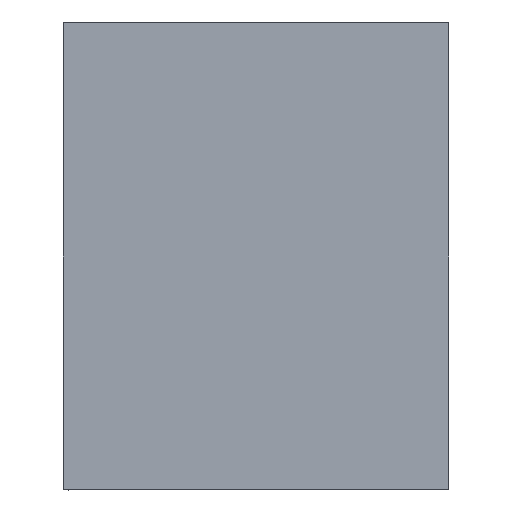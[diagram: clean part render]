
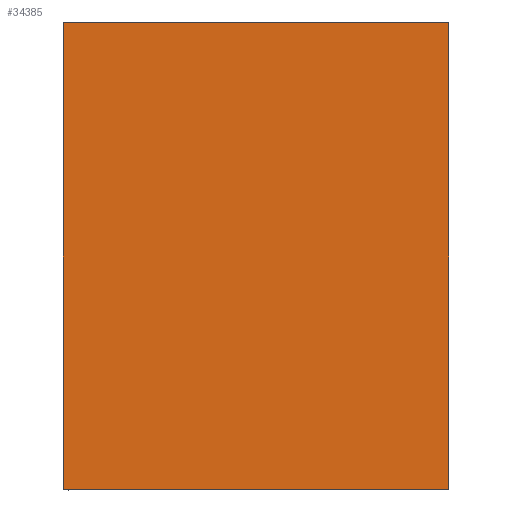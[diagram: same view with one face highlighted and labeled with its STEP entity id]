
A CAD part, left-side view. The second image highlights one B-rep face of the part: STEP entity #34385.
In plain terms, the highlighted face is planar.
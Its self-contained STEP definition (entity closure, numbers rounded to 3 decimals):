
#1512 = CARTESIAN_POINT ( 'NONE',  ( 155., -70., 84.7 ) ) ;
#1753 = EDGE_CURVE ( 'NONE', #24335, #3841, #5063, .T. ) ;
#1898 = ORIENTED_EDGE ( 'NONE', *, *, #9688, .T. ) ;
#2743 = CARTESIAN_POINT ( 'NONE',  ( 155., 77.35, -77.35 ) ) ;
#2788 = VECTOR ( 'NONE', #8341, 1000. ) ;
#2990 = VECTOR ( 'NONE', #7334, 1000. ) ;
#3769 = VECTOR ( 'NONE', #29077, 1000. ) ;
#3841 = VERTEX_POINT ( 'NONE', #28096 ) ;
#3858 = DIRECTION ( 'NONE',  ( 0., -0.707, -0.707 ) ) ;
#4721 = EDGE_LOOP ( 'NONE', ( #34324, #12202, #6232, #42629, #35022, #41179, #13151, #1898 ) ) ;
#5063 = LINE ( 'NONE', #25362, #5420 ) ;
#5275 = AXIS2_PLACEMENT_3D ( 'NONE', #10354, #40170, #10569 ) ;
#5283 = DIRECTION ( 'NONE',  ( 0., -0.707, 0.707 ) ) ;
#5420 = VECTOR ( 'NONE', #5283, 1000. ) ;
#6232 = ORIENTED_EDGE ( 'NONE', *, *, #22381, .T. ) ;
#7094 = VERTEX_POINT ( 'NONE', #1512 ) ;
#7250 = EDGE_CURVE ( 'NONE', #35536, #7094, #14225, .T. ) ;
#7334 = DIRECTION ( 'NONE',  ( 0., -1., 0. ) ) ;
#7601 = CARTESIAN_POINT ( 'NONE',  ( 155., -69.7, -85. ) ) ;
#8189 = EDGE_CURVE ( 'NONE', #27295, #38140, #22853, .T. ) ;
#8341 = DIRECTION ( 'NONE',  ( 0., 0., 1. ) ) ;
#8654 = VERTEX_POINT ( 'NONE', #37248 ) ;
#9453 = CARTESIAN_POINT ( 'NONE',  ( 155., 70., 84.7 ) ) ;
#9688 = EDGE_CURVE ( 'NONE', #8654, #36222, #9774, .T. ) ;
#9774 = LINE ( 'NONE', #25557, #20812 ) ;
#10208 = EDGE_CURVE ( 'NONE', #3841, #35536, #24403, .T. ) ;
#10321 = CARTESIAN_POINT ( 'NONE',  ( 155., 70., -84.7 ) ) ;
#10354 = CARTESIAN_POINT ( 'NONE',  ( 155., 0., 0. ) ) ;
#10569 = DIRECTION ( 'NONE',  ( 0., 0., -1. ) ) ;
#11154 = LINE ( 'NONE', #35135, #2788 ) ;
#12202 = ORIENTED_EDGE ( 'NONE', *, *, #8189, .T. ) ;
#12204 = VECTOR ( 'NONE', #3858, 1000. ) ;
#12456 = CARTESIAN_POINT ( 'NONE',  ( 155., -70., -85. ) ) ;
#12821 = EDGE_CURVE ( 'NONE', #7094, #8654, #30043, .T. ) ;
#13117 = DIRECTION ( 'NONE',  ( 0., 0.707, 0.707 ) ) ;
#13151 = ORIENTED_EDGE ( 'NONE', *, *, #12821, .T. ) ;
#13195 = VECTOR ( 'NONE', #13117, 1000. ) ;
#14225 = LINE ( 'NONE', #30862, #12204 ) ;
#15166 = CARTESIAN_POINT ( 'NONE',  ( 155., 69.7, -85. ) ) ;
#19900 = CARTESIAN_POINT ( 'NONE',  ( 155., -70., 85. ) ) ;
#20304 = FACE_OUTER_BOUND ( 'NONE', #4721, .T. ) ;
#20812 = VECTOR ( 'NONE', #22755, 1000. ) ;
#22381 = EDGE_CURVE ( 'NONE', #38140, #24335, #11154, .T. ) ;
#22755 = DIRECTION ( 'NONE',  ( 0., 0.707, -0.707 ) ) ;
#22853 = LINE ( 'NONE', #2743, #13195 ) ;
#24335 = VERTEX_POINT ( 'NONE', #9453 ) ;
#24403 = LINE ( 'NONE', #26993, #2990 ) ;
#25362 = CARTESIAN_POINT ( 'NONE',  ( 155., 77.35, 77.35 ) ) ;
#25557 = CARTESIAN_POINT ( 'NONE',  ( 155., -77.35, -77.35 ) ) ;
#25627 = LINE ( 'NONE', #12456, #3769 ) ;
#26993 = CARTESIAN_POINT ( 'NONE',  ( 155., 70., 85. ) ) ;
#27295 = VERTEX_POINT ( 'NONE', #15166 ) ;
#28096 = CARTESIAN_POINT ( 'NONE',  ( 155., 69.7, 85. ) ) ;
#29077 = DIRECTION ( 'NONE',  ( 0., 1., 0. ) ) ;
#30043 = LINE ( 'NONE', #19900, #35391 ) ;
#30083 = EDGE_CURVE ( 'NONE', #36222, #27295, #25627, .T. ) ;
#30862 = CARTESIAN_POINT ( 'NONE',  ( 155., -77.35, 77.35 ) ) ;
#34324 = ORIENTED_EDGE ( 'NONE', *, *, #30083, .T. ) ;
#34385 = ADVANCED_FACE ( 'NONE', ( #20304 ), #36510, .T. ) ;
#34496 = CARTESIAN_POINT ( 'NONE',  ( 155., -69.7, 85. ) ) ;
#35022 = ORIENTED_EDGE ( 'NONE', *, *, #10208, .T. ) ;
#35135 = CARTESIAN_POINT ( 'NONE',  ( 155., 70., -85. ) ) ;
#35391 = VECTOR ( 'NONE', #36734, 1000. ) ;
#35536 = VERTEX_POINT ( 'NONE', #34496 ) ;
#36222 = VERTEX_POINT ( 'NONE', #7601 ) ;
#36510 = PLANE ( 'NONE',  #5275 ) ;
#36734 = DIRECTION ( 'NONE',  ( 0., 0., -1. ) ) ;
#37248 = CARTESIAN_POINT ( 'NONE',  ( 155., -70., -84.7 ) ) ;
#38140 = VERTEX_POINT ( 'NONE', #10321 ) ;
#40170 = DIRECTION ( 'NONE',  ( 1., 0., 0. ) ) ;
#41179 = ORIENTED_EDGE ( 'NONE', *, *, #7250, .T. ) ;
#42629 = ORIENTED_EDGE ( 'NONE', *, *, #1753, .T. ) ;
